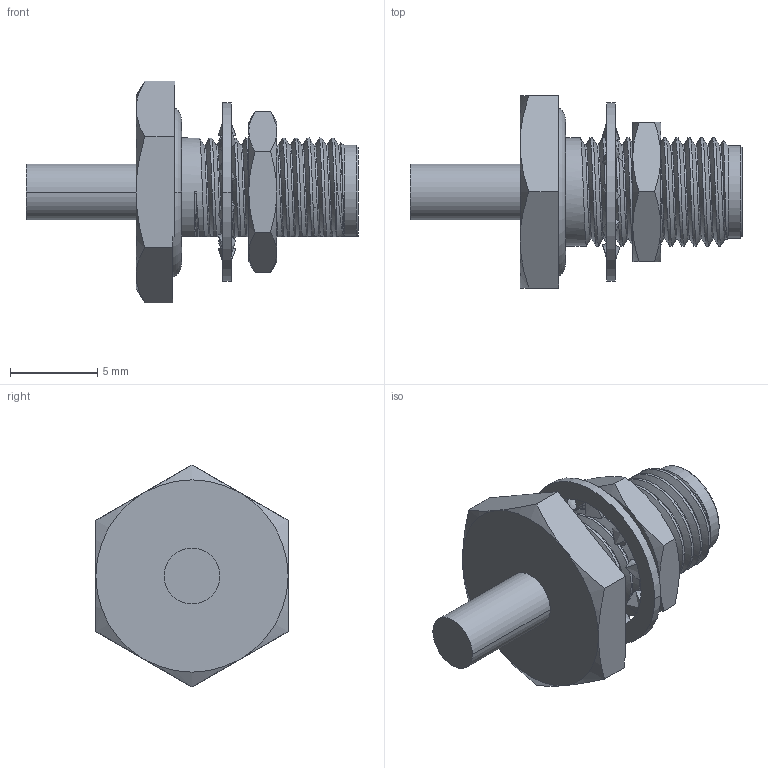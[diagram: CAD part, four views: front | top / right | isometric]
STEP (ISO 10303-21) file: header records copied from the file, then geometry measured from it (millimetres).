
FILE_DESCRIPTION((''),'2;1');
FILE_NAME('RSMA6481A2-3GT50G-085-50_ASM_AS','2011-02-15T',('kj-149'),(''),'PRO/ENGINEER BY PARAMETRIC TECHNOLOGY CORPORATION, 2010280','PRO/ENGINEER BY PARAMETRIC TECHNOLOGY CORPORATION, 2010280','');
FILE_SCHEMA(('CONFIG_CONTROL_DESIGN'));
Length unit declared in the file: millimetre
Products named in the file (1): RSMA6481A2-3GT50G-085-50_ASM_AS
Bounding box: 19 x 11 x 12.7 mm (x, y, z)
Volume: 498.3 mm3; surface area: 1049.6 mm2
Topology: 2 solids, 3 shells, 192 faces, 607 edges, 417 vertices
Faces by surface type: bspline 76, cylinder 41, plane 39, cone 23, extrusion 9, torus 4
Entity records: 11716 total; most frequent: CARTESIAN_POINT 6974, ORIENTED_EDGE 1214, DIRECTION 630, EDGE_CURVE 607, VERTEX_POINT 417, B_SPLINE_CURVE_WITH_KNOTS 304, VECTOR 226, LINE 217
